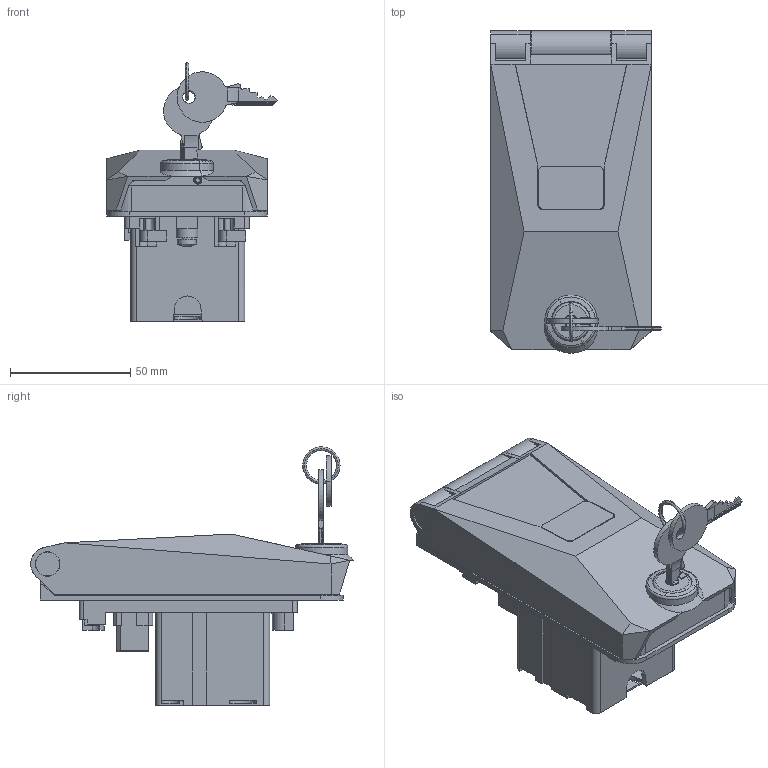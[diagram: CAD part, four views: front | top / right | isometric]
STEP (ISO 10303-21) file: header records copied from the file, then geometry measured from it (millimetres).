
FILE_DESCRIPTION(('CATIA V5 STEP Exchange','CAx-IF Rec.Pracs.--- Model Styling and Organization---1.4--- 2014-01-23'),'2;1');
FILE_NAME ('015868-3_0', '2020-08-17T05:17:56+00:00', ('none'), ('Weidmueller'), 'CATIA Version 5-6 Release 2016 SP3 HF44', 'CATIA V5 STEP AP214', 'none');
FILE_SCHEMA(('AUTOMOTIVE_DESIGN { 1 0 10303 214 1 1 1 1 }'));
Products named in the file (1): 1543680000
Bounding box: 70.97 x 134.14 x 107.49 mm (x, y, z)
Volume: 175733.5 mm3; surface area: 130346.9 mm2
Topology: 15 solids, 22 shells, 2393 faces, 6794 edges, 4381 vertices
Faces by surface type: plane 1541, cylinder 567, cone 101, sphere 90, torus 43, bspline 36, extrusion 15
Entity records: 78763 total; most frequent: CARTESIAN_POINT 20241, ORIENTED_EDGE 13440, DIRECTION 9648, EDGE_CURVE 6720, VECTOR 4823, LINE 4808, VERTEX_POINT 4381, AXIS2_PLACEMENT_3D 2966
